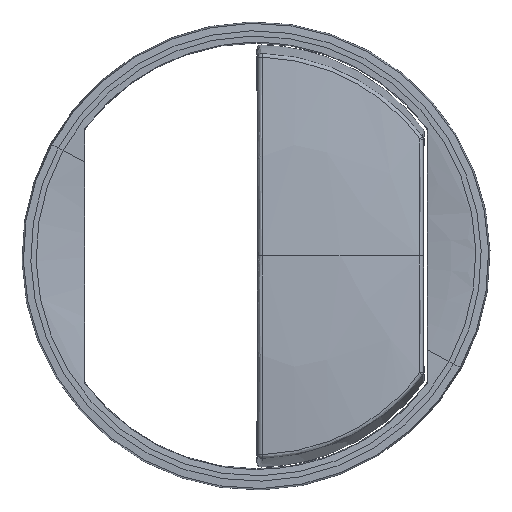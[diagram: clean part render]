
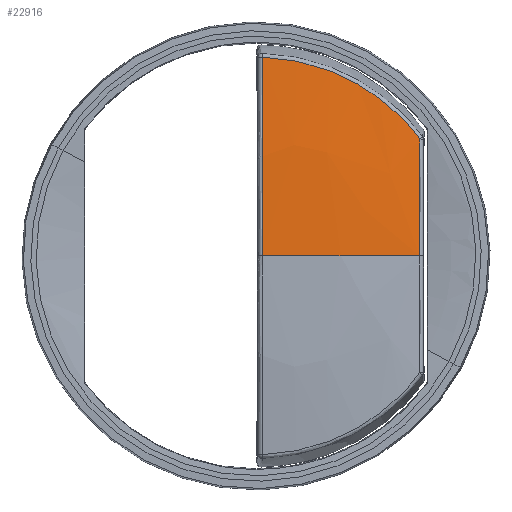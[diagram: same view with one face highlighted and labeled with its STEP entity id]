
A CAD part, top view. The second image highlights one B-rep face of the part: STEP entity #22916.
In plain terms, the highlighted free-form (B-spline) face has degree [5, 5] with [9, 6] control points.
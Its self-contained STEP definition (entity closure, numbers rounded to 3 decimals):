
#20436=CARTESIAN_POINT('Vertex',(18.527,0.,10.378)) ;
#20561=CARTESIAN_POINT('Control Point',(18.527,0.,10.378)) ;
#20562=CARTESIAN_POINT('Control Point',(18.527,0.815,10.378)) ;
#20563=CARTESIAN_POINT('Control Point',(18.527,1.631,10.374)) ;
#20564=CARTESIAN_POINT('Control Point',(18.527,2.441,10.366)) ;
#20565=CARTESIAN_POINT('Control Point',(18.528,3.826,10.345)) ;
#20566=CARTESIAN_POINT('Control Point',(18.53,5.178,10.314)) ;
#20567=CARTESIAN_POINT('Control Point',(18.53,5.745,10.298)) ;
#20568=CARTESIAN_POINT('Control Point',(18.531,6.496,10.275)) ;
#20569=CARTESIAN_POINT('Control Point',(18.532,7.25,10.249)) ;
#20570=CARTESIAN_POINT('Control Point',(18.533,7.438,10.242)) ;
#20571=CARTESIAN_POINT('Control Point',(18.534,8.005,10.221)) ;
#20572=CARTESIAN_POINT('Control Point',(18.535,8.578,10.198)) ;
#20573=CARTESIAN_POINT('Control Point',(18.535,8.962,10.181)) ;
#20574=CARTESIAN_POINT('Control Point',(18.537,9.73,10.146)) ;
#20575=CARTESIAN_POINT('Control Point',(18.538,10.494,10.108)) ;
#20576=CARTESIAN_POINT('Control Point',(18.539,10.875,10.088)) ;
#20577=CARTESIAN_POINT('Control Point',(18.541,11.577,10.049)) ;
#20578=CARTESIAN_POINT('Control Point',(18.542,12.276,10.008)) ;
#20579=CARTESIAN_POINT('Control Point',(18.543,12.597,9.988)) ;
#20580=CARTESIAN_POINT('Control Point',(18.544,12.918,9.968)) ;
#20581=CARTESIAN_POINT('Control Point',(18.545,13.242,9.947)) ;
#20582=CARTESIAN_POINT('Vertex',(18.545,13.242,9.947)) ;
#22795=CARTESIAN_POINT('Control Point',(18.527,0.,10.378)) ;
#22796=CARTESIAN_POINT('Control Point',(14.966,0.,11.034)) ;
#22797=CARTESIAN_POINT('Control Point',(11.405,0.,11.533)) ;
#22798=CARTESIAN_POINT('Control Point',(7.844,0.,11.873)) ;
#22799=CARTESIAN_POINT('Control Point',(4.283,0.,12.057)) ;
#22800=CARTESIAN_POINT('Control Point',(0.722,0.,12.082)) ;
#22801=CARTESIAN_POINT('Vertex',(0.722,0.,12.082)) ;
#22826=CARTESIAN_POINT('Control Point',(19.,0.,10.29)) ;
#22827=CARTESIAN_POINT('Control Point',(15.2,0.,11.008)) ;
#22828=CARTESIAN_POINT('Control Point',(11.4,0.,11.546)) ;
#22829=CARTESIAN_POINT('Control Point',(7.6,0.,11.905)) ;
#22830=CARTESIAN_POINT('Control Point',(3.8,0.,12.085)) ;
#22831=CARTESIAN_POINT('Control Point',(0.,0.,12.085)) ;
#22832=CARTESIAN_POINT('Control Point',(19.,1.605,10.29)) ;
#22833=CARTESIAN_POINT('Control Point',(15.2,1.843,11.008)) ;
#22834=CARTESIAN_POINT('Control Point',(11.4,2.082,11.546)) ;
#22835=CARTESIAN_POINT('Control Point',(7.6,2.32,11.905)) ;
#22836=CARTESIAN_POINT('Control Point',(3.8,2.558,12.085)) ;
#22837=CARTESIAN_POINT('Control Point',(0.,2.796,12.085)) ;
#22838=CARTESIAN_POINT('Control Point',(19.,3.21,10.274)) ;
#22839=CARTESIAN_POINT('Control Point',(15.214,3.775,10.99)) ;
#22840=CARTESIAN_POINT('Control Point',(11.408,4.298,11.526)) ;
#22841=CARTESIAN_POINT('Control Point',(7.595,4.774,11.874)) ;
#22842=CARTESIAN_POINT('Control Point',(3.789,5.204,12.044)) ;
#22843=CARTESIAN_POINT('Control Point',(0.,5.593,12.036)) ;
#22844=CARTESIAN_POINT('Control Point',(19.,4.71,10.241)) ;
#22845=CARTESIAN_POINT('Control Point',(15.272,5.664,10.941)) ;
#22846=CARTESIAN_POINT('Control Point',(11.474,6.504,11.466)) ;
#22847=CARTESIAN_POINT('Control Point',(7.635,7.207,11.799)) ;
#22848=CARTESIAN_POINT('Control Point',(3.798,7.768,11.956)) ;
#22849=CARTESIAN_POINT('Control Point',(0.,8.202,11.939)) ;
#22850=CARTESIAN_POINT('Control Point',(19.,7.203,10.17)) ;
#22851=CARTESIAN_POINT('Control Point',(15.438,8.866,10.822)) ;
#22852=CARTESIAN_POINT('Control Point',(11.674,10.273,11.314)) ;
#22853=CARTESIAN_POINT('Control Point',(7.781,11.36,11.616)) ;
#22854=CARTESIAN_POINT('Control Point',(3.858,12.105,11.753)) ;
#22855=CARTESIAN_POINT('Control Point',(0.,12.535,11.725)) ;
#22856=CARTESIAN_POINT('Control Point',(19.,9.873,10.05)) ;
#22857=CARTESIAN_POINT('Control Point',(15.787,12.386,10.592)) ;
#22858=CARTESIAN_POINT('Control Point',(12.131,14.474,11.012)) ;
#22859=CARTESIAN_POINT('Control Point',(8.153,15.996,11.273)) ;
#22860=CARTESIAN_POINT('Control Point',(4.047,16.881,11.391)) ;
#22861=CARTESIAN_POINT('Control Point',(0.,17.158,11.367)) ;
#22862=CARTESIAN_POINT('Control Point',(19.,10.993,9.99)) ;
#22863=CARTESIAN_POINT('Control Point',(15.973,13.871,10.473)) ;
#22864=CARTESIAN_POINT('Control Point',(12.378,16.256,10.854)) ;
#22865=CARTESIAN_POINT('Control Point',(8.36,17.965,11.095)) ;
#22866=CARTESIAN_POINT('Control Point',(4.157,18.903,11.207)) ;
#22867=CARTESIAN_POINT('Control Point',(0.,19.093,11.188)) ;
#22868=CARTESIAN_POINT('Control Point',(19.,12.056,9.927)) ;
#22869=CARTESIAN_POINT('Control Point',(16.171,15.279,10.347)) ;
#22870=CARTESIAN_POINT('Control Point',(12.644,17.947,10.685)) ;
#22871=CARTESIAN_POINT('Control Point',(8.587,19.838,10.907)) ;
#22872=CARTESIAN_POINT('Control Point',(4.28,20.826,11.014)) ;
#22873=CARTESIAN_POINT('Control Point',(0.,20.926,11.002)) ;
#22874=CARTESIAN_POINT('Control Point',(19.,13.167,9.854)) ;
#22875=CARTESIAN_POINT('Control Point',(16.405,16.743,10.198)) ;
#22876=CARTESIAN_POINT('Control Point',(12.962,19.708,10.484)) ;
#22877=CARTESIAN_POINT('Control Point',(8.862,21.795,10.684)) ;
#22878=CARTESIAN_POINT('Control Point',(4.431,22.836,10.785)) ;
#22879=CARTESIAN_POINT('Control Point',(0.,22.836,10.785)) ;
#22881=CARTESIAN_POINT('Control Point',(0.722,0.,12.082)) ;
#22882=CARTESIAN_POINT('Control Point',(0.722,0.953,12.082)) ;
#22883=CARTESIAN_POINT('Control Point',(0.722,1.908,12.076)) ;
#22884=CARTESIAN_POINT('Control Point',(0.722,2.86,12.065)) ;
#22885=CARTESIAN_POINT('Control Point',(0.721,5.2,12.023)) ;
#22886=CARTESIAN_POINT('Control Point',(0.72,7.506,11.949)) ;
#22887=CARTESIAN_POINT('Control Point',(0.719,8.863,11.893)) ;
#22888=CARTESIAN_POINT('Control Point',(0.717,10.832,11.796)) ;
#22889=CARTESIAN_POINT('Control Point',(0.715,12.803,11.675)) ;
#22890=CARTESIAN_POINT('Control Point',(0.714,13.431,11.634)) ;
#22891=CARTESIAN_POINT('Control Point',(0.712,15.646,11.481)) ;
#22892=CARTESIAN_POINT('Control Point',(0.708,17.859,11.297)) ;
#22893=CARTESIAN_POINT('Control Point',(0.706,19.417,11.151)) ;
#22894=CARTESIAN_POINT('Control Point',(0.703,20.952,10.994)) ;
#22895=CARTESIAN_POINT('Control Point',(0.7,22.503,10.82)) ;
#22896=CARTESIAN_POINT('Vertex',(0.7,22.503,10.82)) ;
#22900=CARTESIAN_POINT('Control Point',(0.7,22.503,10.82)) ;
#22901=CARTESIAN_POINT('Control Point',(2.74,22.441,10.814)) ;
#22902=CARTESIAN_POINT('Control Point',(4.775,22.155,10.787)) ;
#22903=CARTESIAN_POINT('Control Point',(6.777,21.643,10.738)) ;
#22904=CARTESIAN_POINT('Control Point',(10.682,20.167,10.598)) ;
#22905=CARTESIAN_POINT('Control Point',(14.156,17.869,10.38)) ;
#22906=CARTESIAN_POINT('Control Point',(15.792,16.502,10.252)) ;
#22907=CARTESIAN_POINT('Control Point',(17.262,14.949,10.104)) ;
#22908=CARTESIAN_POINT('Control Point',(18.545,13.242,9.947)) ;
#22911=ORIENTED_EDGE('',*,*,#22898,.T.) ;
#22912=ORIENTED_EDGE('',*,*,#22803,.F.) ;
#22913=ORIENTED_EDGE('',*,*,#20584,.T.) ;
#22914=ORIENTED_EDGE('',*,*,#22909,.T.) ;
#22916=ADVANCED_FACE('0035884.1\\Corps de doigt',(#22915),#22825,.T.) ;
#20560=B_SPLINE_CURVE_WITH_KNOTS('',5,(#20561,#20562,#20563,#20564,#20565,#20566,#20567,#20568,#20569,#20570,#20571,#20572,#20573,#20574,#20575,#20576,#20577,#20578,#20579,#20580,#20581),.UNSPECIFIED.,.F.,.U.,(6,3,3,3,3,3,6),(31.705,38.605,43.686,45.368,48.745,52.134,55.012),.UNSPECIFIED.) ;
#22794=B_SPLINE_CURVE_WITH_KNOTS('',5,(#22795,#22796,#22797,#22798,#22799,#22800),.UNSPECIFIED.,.F.,.U.,(6,6),(0.476,18.359),.UNSPECIFIED.) ;
#22880=B_SPLINE_CURVE_WITH_KNOTS('',5,(#22881,#22882,#22883,#22884,#22885,#22886,#22887,#22888,#22889,#22890,#22891,#22892,#22893,#22894,#22895),.UNSPECIFIED.,.F.,.U.,(6,3,3,3,6),(40.447,46.583,55.601,59.792,70.331),.UNSPECIFIED.) ;
#22899=B_SPLINE_CURVE_WITH_KNOTS('',5,(#22900,#22901,#22902,#22903,#22904,#22905,#22906,#22907,#22908),.UNSPECIFIED.,.F.,.U.,(6,3,6),(6.612,20.255,34.277),.UNSPECIFIED.) ;
#22825=B_SPLINE_SURFACE_WITH_KNOTS('',5,5,((#22826,#22827,#22828,#22829,#22830,#22831),(#22832,#22833,#22834,#22835,#22836,#22837),(#22838,#22839,#22840,#22841,#22842,#22843),(#22844,#22845,#22846,#22847,#22848,#22849),(#22850,#22851,#22852,#22853,#22854,#22855),(#22856,#22857,#22858,#22859,#22860,#22861),(#22862,#22863,#22864,#22865,#22866,#22867),(#22868,#22869,#22870,#22871,#22872,#22873),(#22874,#22875,#22876,#22877,#22878,#22879)),.UNSPECIFIED.,.F.,.F.,.U.,(6,3,6),(6,6),(0.,11.19,19.963),(0.,19.085),.UNSPECIFIED.) ;
#20584=EDGE_CURVE('',#20437,#20583,#20560,.T.) ;
#22803=EDGE_CURVE('',#20437,#22802,#22794,.T.) ;
#22898=EDGE_CURVE('',#22897,#22802,#22880,.F.) ;
#22909=EDGE_CURVE('',#20583,#22897,#22899,.F.) ;
#22910=EDGE_LOOP('',(#22911,#22912,#22913,#22914)) ;
#22915=FACE_OUTER_BOUND('',#22910,.T.) ;
#20437=VERTEX_POINT('',#20436) ;
#20583=VERTEX_POINT('',#20582) ;
#22802=VERTEX_POINT('',#22801) ;
#22897=VERTEX_POINT('',#22896) ;
